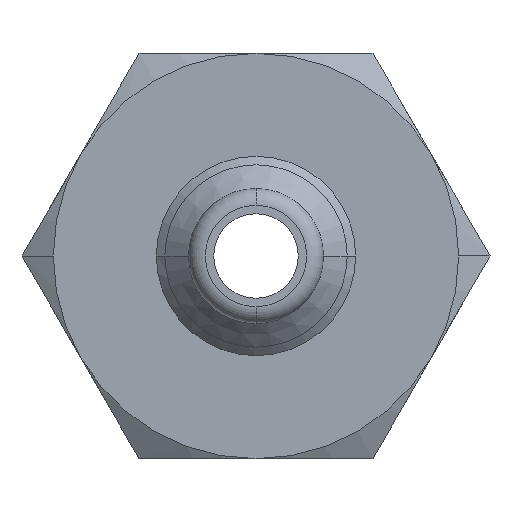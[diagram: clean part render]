
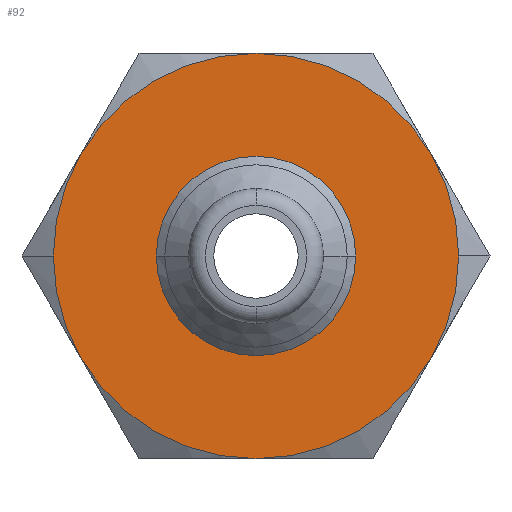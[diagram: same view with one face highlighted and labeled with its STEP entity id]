
A CAD part, front view. The second image highlights one B-rep face of the part: STEP entity #92.
In plain terms, the highlighted planar face has unit normal (0, -1, 0).
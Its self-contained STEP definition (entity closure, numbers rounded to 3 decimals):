
#92=ADVANCED_FACE('',(#215,#216),#217,.T.);
#215=FACE_OUTER_BOUND('',#370,.T.);
#216=FACE_BOUND('',#371,.T.);
#217=PLANE('',#372);
#370=EDGE_LOOP('',(#567,#568,#569,#570,#571,#572,#573,#574));
#371=EDGE_LOOP('',(#575,#576));
#372=AXIS2_PLACEMENT_3D('',#577,#578,#579);
#567=ORIENTED_EDGE('',*,*,#932,.F.);
#568=ORIENTED_EDGE('',*,*,#933,.F.);
#569=ORIENTED_EDGE('',*,*,#934,.F.);
#570=ORIENTED_EDGE('',*,*,#901,.F.);
#571=ORIENTED_EDGE('',*,*,#915,.F.);
#572=ORIENTED_EDGE('',*,*,#935,.F.);
#573=ORIENTED_EDGE('',*,*,#936,.F.);
#574=ORIENTED_EDGE('',*,*,#937,.F.);
#575=ORIENTED_EDGE('',*,*,#920,.F.);
#576=ORIENTED_EDGE('',*,*,#938,.F.);
#577=CARTESIAN_POINT('',(6.0,24.0,0.0));
#578=DIRECTION('',(-0.0,-1.0,-0.0));
#579=DIRECTION('',(-1.0,0.0,0.0));
#901=EDGE_CURVE('',#1062,#1064,#1065,.T.);
#915=EDGE_CURVE('',#1086,#1062,#1088,.T.);
#920=EDGE_CURVE('',#1095,#1091,#1097,.T.);
#932=EDGE_CURVE('',#1115,#1116,#1117,.T.);
#933=EDGE_CURVE('',#1118,#1115,#1119,.T.);
#934=EDGE_CURVE('',#1064,#1118,#1120,.T.);
#935=EDGE_CURVE('',#1121,#1086,#1122,.T.);
#936=EDGE_CURVE('',#1123,#1121,#1124,.T.);
#937=EDGE_CURVE('',#1116,#1123,#1125,.T.);
#938=EDGE_CURVE('',#1091,#1095,#1126,.T.);
#1062=VERTEX_POINT('',#1298);
#1064=VERTEX_POINT('',#1301);
#1065=CIRCLE('',#1302,12.0);
#1086=VERTEX_POINT('',#1356);
#1088=CIRCLE('',#1369,12.0);
#1091=VERTEX_POINT('',#1372);
#1095=VERTEX_POINT('',#1377);
#1097=CIRCLE('',#1380,5.9);
#1115=VERTEX_POINT('',#1400);
#1116=VERTEX_POINT('',#1401);
#1117=CIRCLE('',#1402,12.0);
#1118=VERTEX_POINT('',#1403);
#1119=CIRCLE('',#1404,12.0);
#1120=CIRCLE('',#1405,12.0);
#1121=VERTEX_POINT('',#1406);
#1122=CIRCLE('',#1407,12.0);
#1123=VERTEX_POINT('',#1408);
#1124=CIRCLE('',#1409,12.0);
#1125=CIRCLE('',#1410,12.0);
#1126=CIRCLE('',#1411,5.9);
#1298=CARTESIAN_POINT('',(-12.0,24.0,0.));
#1301=CARTESIAN_POINT('',(-10.392,24.0,6.0));
#1302=AXIS2_PLACEMENT_3D('',#1768,#1769,#1770);
#1356=CARTESIAN_POINT('',(-10.392,24.0,-6.0));
#1369=AXIS2_PLACEMENT_3D('',#1789,#1790,#1791);
#1372=CARTESIAN_POINT('',(5.9,24.0,0.));
#1377=CARTESIAN_POINT('',(-5.9,24.0,0.));
#1380=AXIS2_PLACEMENT_3D('',#1797,#1798,#1799);
#1400=CARTESIAN_POINT('',(10.392,24.0,6.0));
#1401=CARTESIAN_POINT('',(12.0,24.0,0.));
#1402=AXIS2_PLACEMENT_3D('',#1820,#1821,#1822);
#1403=CARTESIAN_POINT('',(0.,24.0,12.0));
#1404=AXIS2_PLACEMENT_3D('',#1823,#1824,#1825);
#1405=AXIS2_PLACEMENT_3D('',#1826,#1827,#1828);
#1406=CARTESIAN_POINT('',(0.0,24.0,-12.0));
#1407=AXIS2_PLACEMENT_3D('',#1829,#1830,#1831);
#1408=CARTESIAN_POINT('',(10.392,24.0,-6.0));
#1409=AXIS2_PLACEMENT_3D('',#1832,#1833,#1834);
#1410=AXIS2_PLACEMENT_3D('',#1835,#1836,#1837);
#1411=AXIS2_PLACEMENT_3D('',#1838,#1839,#1840);
#1768=CARTESIAN_POINT('',(0.0,24.0,0.0));
#1769=DIRECTION('',(-0.0,1.0,0.0));
#1770=DIRECTION('',(1.0,0.0,0.0));
#1789=CARTESIAN_POINT('',(0.0,24.0,0.0));
#1790=DIRECTION('',(-0.0,1.0,0.0));
#1791=DIRECTION('',(1.0,0.0,0.0));
#1797=CARTESIAN_POINT('',(0.0,24.0,0.0));
#1798=DIRECTION('',(0.0,-1.0,0.0));
#1799=DIRECTION('',(1.0,0.0,0.0));
#1820=CARTESIAN_POINT('',(0.0,24.0,0.0));
#1821=DIRECTION('',(-0.0,1.0,0.0));
#1822=DIRECTION('',(1.0,0.0,0.0));
#1823=CARTESIAN_POINT('',(0.0,24.0,0.0));
#1824=DIRECTION('',(-0.0,1.0,0.0));
#1825=DIRECTION('',(1.0,0.0,0.0));
#1826=CARTESIAN_POINT('',(0.0,24.0,0.0));
#1827=DIRECTION('',(-0.0,1.0,0.0));
#1828=DIRECTION('',(1.0,0.0,0.0));
#1829=CARTESIAN_POINT('',(0.0,24.0,0.0));
#1830=DIRECTION('',(-0.0,1.0,0.0));
#1831=DIRECTION('',(1.0,0.0,0.0));
#1832=CARTESIAN_POINT('',(0.0,24.0,0.0));
#1833=DIRECTION('',(-0.0,1.0,0.0));
#1834=DIRECTION('',(1.0,0.0,0.0));
#1835=CARTESIAN_POINT('',(0.0,24.0,0.0));
#1836=DIRECTION('',(-0.0,1.0,0.0));
#1837=DIRECTION('',(1.0,0.0,0.0));
#1838=CARTESIAN_POINT('',(0.0,24.0,0.0));
#1839=DIRECTION('',(0.0,-1.0,0.0));
#1840=DIRECTION('',(1.0,0.0,0.0));
